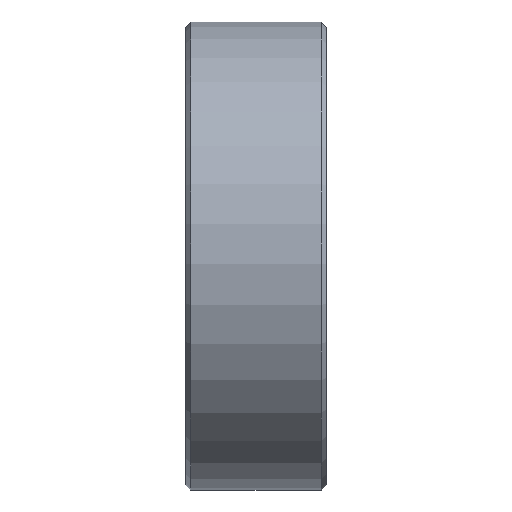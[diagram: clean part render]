
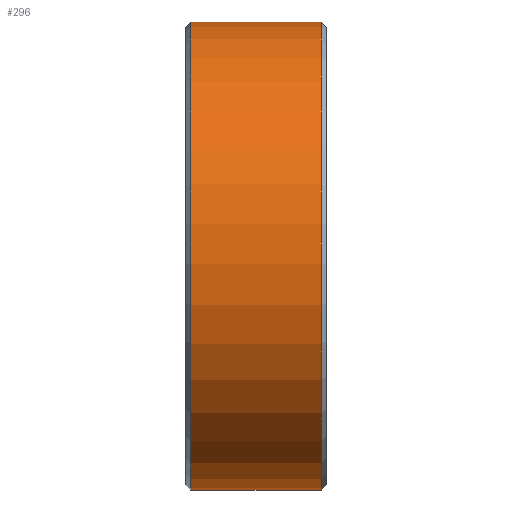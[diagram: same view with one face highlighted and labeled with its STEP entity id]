
A CAD part, front view. The second image highlights one B-rep face of the part: STEP entity #296.
In plain terms, the highlighted cylindrical face has radius 20 mm (diameter 40 mm), a full revolution.
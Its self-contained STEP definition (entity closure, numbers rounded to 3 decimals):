
#262=CARTESIAN_POINT('',(-5.569,20.0,0.0));
#263=VERTEX_POINT('',#262);
#264=CARTESIAN_POINT('',(-5.569,0.0,0.0));
#265=DIRECTION('',(1.0,0.0,0.0));
#266=DIRECTION('',(0.0,1.0,0.0));
#267=AXIS2_PLACEMENT_3D('',#264,#265,#266);
#268=CIRCLE('',#267,20.0);
#269=EDGE_CURVE('',#263,#263,#268,.T.);
#277=CARTESIAN_POINT('',(0.0,0.0,0.0));
#278=DIRECTION('',(1.0,0.0,0.0));
#279=DIRECTION('',(0.0,1.0,0.0));
#280=AXIS2_PLACEMENT_3D('',#277,#278,#279);
#281=CYLINDRICAL_SURFACE('',#280,20.0);
#282=CARTESIAN_POINT('',(5.569,20.0,0.0));
#283=VERTEX_POINT('',#282);
#284=CARTESIAN_POINT('',(5.569,0.0,0.0));
#285=DIRECTION('',(1.0,0.0,0.0));
#286=DIRECTION('',(0.0,1.0,0.0));
#287=AXIS2_PLACEMENT_3D('',#284,#285,#286);
#288=CIRCLE('',#287,20.0);
#289=EDGE_CURVE('',#283,#283,#288,.T.);
#290=ORIENTED_EDGE('',*,*,#289,.F.);
#291=EDGE_LOOP('',(#290));
#292=FACE_OUTER_BOUND('',#291,.T.);
#293=ORIENTED_EDGE('',*,*,#269,.T.);
#294=EDGE_LOOP('',(#293));
#295=FACE_BOUND('',#294,.T.);
#296=ADVANCED_FACE('',(#292,#295),#281,.T.);
